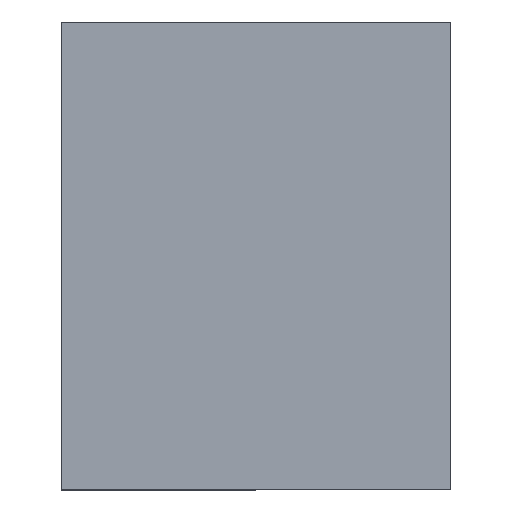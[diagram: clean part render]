
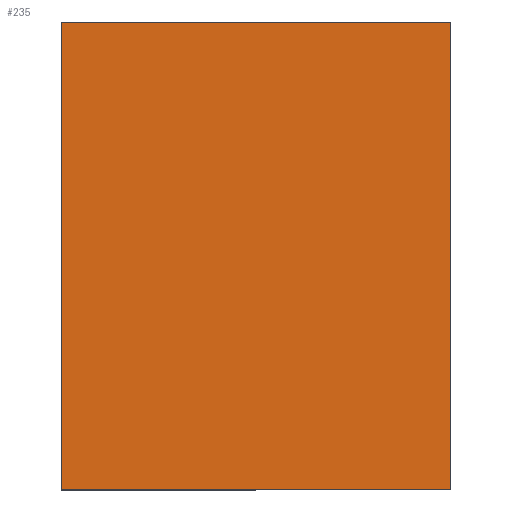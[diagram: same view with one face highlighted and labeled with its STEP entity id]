
A CAD part, top view. The second image highlights one B-rep face of the part: STEP entity #235.
In plain terms, the highlighted planar face has unit normal (0, 0, 1).
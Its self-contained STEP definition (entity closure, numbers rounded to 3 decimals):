
#1 = DIRECTION ( 'NONE',  ( 0., 0., -1. ) ) ;
#2 = VECTOR ( 'NONE', #217, 1000. ) ;
#20 = DIRECTION ( 'NONE',  ( -1., 0., 0. ) ) ;
#25 = ORIENTED_EDGE ( 'NONE', *, *, #215, .T. ) ;
#32 = CARTESIAN_POINT ( 'NONE',  ( -250., -300., 3. ) ) ;
#39 = DIRECTION ( 'NONE',  ( 0., 1., 0. ) ) ;
#40 = CARTESIAN_POINT ( 'NONE',  ( 250., 300., 3. ) ) ;
#43 = ORIENTED_EDGE ( 'NONE', *, *, #123, .T. ) ;
#52 = DIRECTION ( 'NONE',  ( 1., 0., 0. ) ) ;
#71 = LINE ( 'NONE', #93, #230 ) ;
#77 = DIRECTION ( 'NONE',  ( -1., 0., 0. ) ) ;
#93 = CARTESIAN_POINT ( 'NONE',  ( 250., -300., 3. ) ) ;
#97 = CARTESIAN_POINT ( 'NONE',  ( 250., 300., 3. ) ) ;
#108 = VERTEX_POINT ( 'NONE', #32 ) ;
#110 = CARTESIAN_POINT ( 'NONE',  ( -250., 300., 3. ) ) ;
#117 = CARTESIAN_POINT ( 'NONE',  ( 250., -300., 3. ) ) ;
#123 = EDGE_CURVE ( 'NONE', #108, #154, #71, .T. ) ;
#126 = VERTEX_POINT ( 'NONE', #110 ) ;
#132 = LINE ( 'NONE', #183, #187 ) ;
#136 = ORIENTED_EDGE ( 'NONE', *, *, #221, .T. ) ;
#152 = AXIS2_PLACEMENT_3D ( 'NONE', #202, #1, #20 ) ;
#154 = VERTEX_POINT ( 'NONE', #117 ) ;
#161 = EDGE_CURVE ( 'NONE', #154, #177, #233, .T. ) ;
#167 = FACE_OUTER_BOUND ( 'NONE', #198, .T. ) ;
#177 = VERTEX_POINT ( 'NONE', #97 ) ;
#178 = VECTOR ( 'NONE', #39, 1000. ) ;
#183 = CARTESIAN_POINT ( 'NONE',  ( 250., 300., 3. ) ) ;
#184 = PLANE ( 'NONE',  #152 ) ;
#187 = VECTOR ( 'NONE', #77, 1000. ) ;
#198 = EDGE_LOOP ( 'NONE', ( #136, #43, #232, #25 ) ) ;
#200 = CARTESIAN_POINT ( 'NONE',  ( -250., 300., 3. ) ) ;
#202 = CARTESIAN_POINT ( 'NONE',  ( 0., 0., 3. ) ) ;
#215 = EDGE_CURVE ( 'NONE', #177, #126, #132, .T. ) ;
#217 = DIRECTION ( 'NONE',  ( 0., -1., 0. ) ) ;
#220 = LINE ( 'NONE', #200, #2 ) ;
#221 = EDGE_CURVE ( 'NONE', #126, #108, #220, .T. ) ;
#230 = VECTOR ( 'NONE', #52, 1000. ) ;
#232 = ORIENTED_EDGE ( 'NONE', *, *, #161, .T. ) ;
#233 = LINE ( 'NONE', #40, #178 ) ;
#235 = ADVANCED_FACE ( 'NONE', ( #167 ), #184, .F. ) ;
